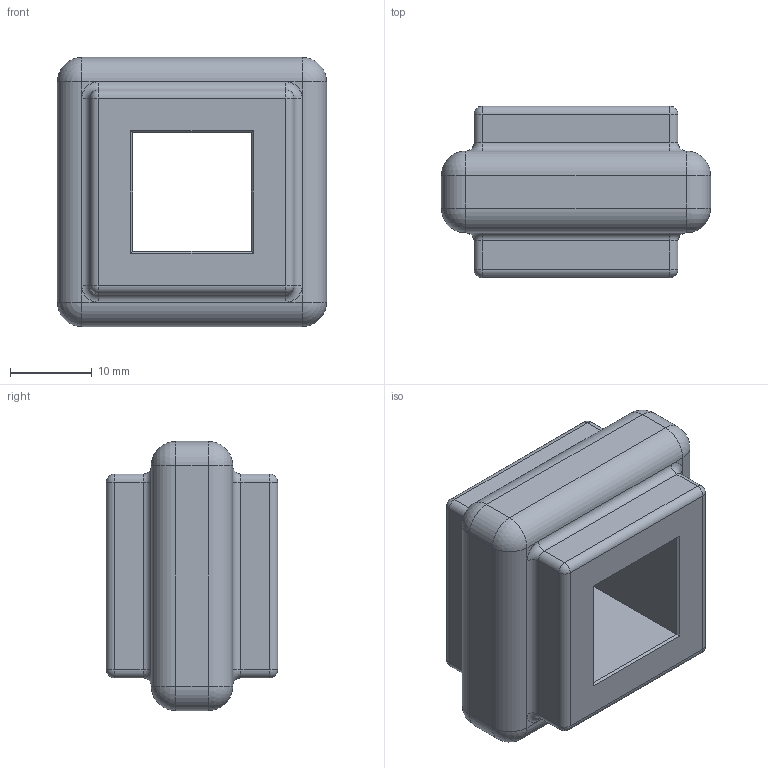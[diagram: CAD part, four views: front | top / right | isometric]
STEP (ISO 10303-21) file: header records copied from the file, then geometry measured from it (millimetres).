
FILE_DESCRIPTION (( 'STEP AP203' ), '1' );
FILE_NAME ('1347-6.STEP', '2016-09-09T06:32:35', ( '' ), ( '' ), 'SwSTEP 2.0', 'SolidWorks 2015', '' );
FILE_SCHEMA (( 'CONFIG_CONTROL_DESIGN' ));
Length unit declared in the file: millimetre
Products named in the file (1): 1347-6
Bounding box: 33 x 21 x 33 mm (x, y, z)
Volume: 12786.4 mm3; surface area: 4796.8 mm2
Topology: 1 solids, 1 shells, 273 faces, 684 edges, 416 vertices
Faces by surface type: plane 142, bspline 71, cylinder 36, sphere 16, torus 8
Entity records: 11393 total; most frequent: CARTESIAN_POINT 5349, ORIENTED_EDGE 1336, DIRECTION 1012, EDGE_CURVE 668, VECTOR 446, LINE 446, VERTEX_POINT 416, EDGE_LOOP 294
